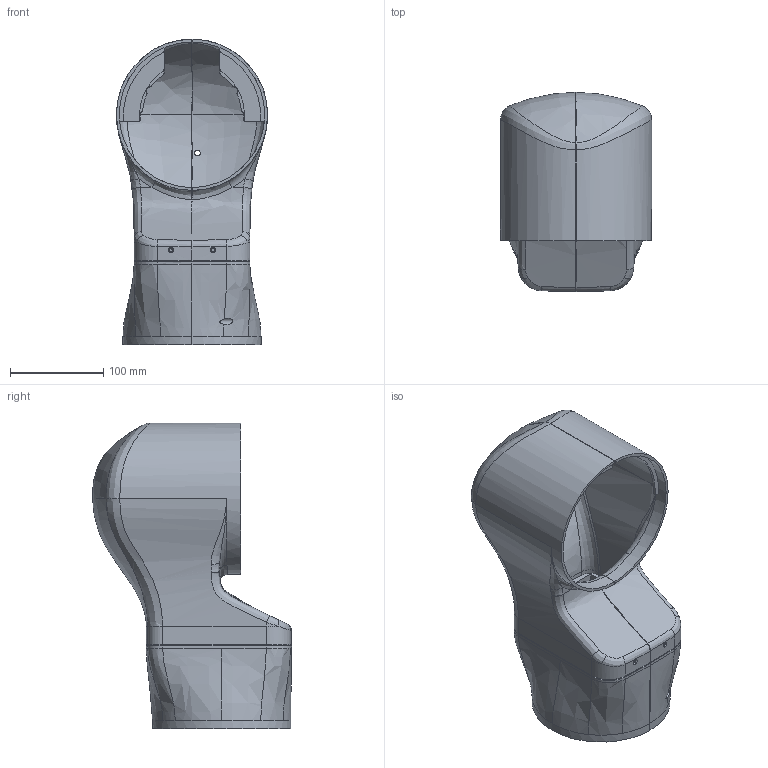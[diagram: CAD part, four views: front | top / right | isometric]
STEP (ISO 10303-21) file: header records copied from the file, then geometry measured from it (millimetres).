
FILE_DESCRIPTION(/* description */ (''),/* implementation_level */ '2;1');
FILE_NAME(/* name */ 'J1.stp',/* time_stamp */ '2020-11-10T15:45:45+08:00',/* author */ ('e10147'),/* organization */ (''),/* preprocessor_version */ 'ST-DEVELOPER v15.6',/* originating_system */ 'Autodesk Inventor 2015',/* authorisation */ '');
FILE_SCHEMA (('AUTOMOTIVE_DESIGN { 1 0 10303 214 3 1 1 }'));
Length unit declared in the file: millimetre
Products named in the file (17): 零件2; 零件1; 零件4; COVER1A; ~零件3; 零件6; ~零件9; COVER2; COVER1; 零件9; 零件3; COVER-0A; 零件5; C0VER-0B; COVER0; J1; 
Bounding box: 162 x 213.25 x 327.5 mm (x, y, z)
Volume: 623144.7 mm3; surface area: 411351.1 mm2
Topology: 17 solids, 17 shells, 462 faces, 1302 edges, 878 vertices
Faces by surface type: plane 186, cylinder 155, bspline 117, torus 4
Full cylindrical faces by diameter (mm): 2.5 x2, 3.1 x8, 3.2 x2, 6 x1, 7 x6, 10 x4
Entity records: 32021 total; most frequent: CARTESIAN_POINT 21080, ORIENTED_EDGE 2420, DIRECTION 1916, EDGE_CURVE 1210, VERTEX_POINT 830, AXIS2_PLACEMENT_3D 682, LINE 552, VECTOR 552
